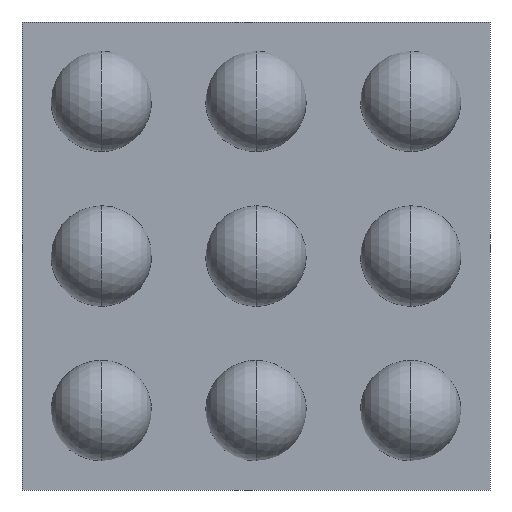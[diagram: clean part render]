
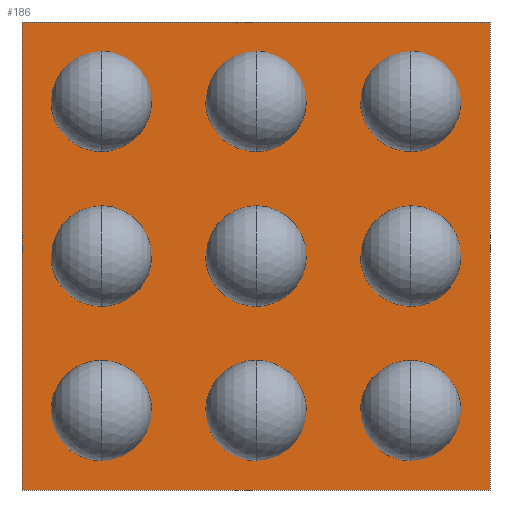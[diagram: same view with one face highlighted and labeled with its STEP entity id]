
A CAD part, front view. The second image highlights one B-rep face of the part: STEP entity #186.
In plain terms, the highlighted planar face has unit normal (0, -1, 0).
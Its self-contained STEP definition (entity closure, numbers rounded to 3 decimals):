
#27 = CARTESIAN_POINT ( 'NONE',  ( 0.605, 0., 0.605 ) ) ;
#36 = CARTESIAN_POINT ( 'NONE',  ( -0.605, 0., 0.605 ) ) ;
#51 = ORIENTED_EDGE ( 'NONE', *, *, #525, .F. ) ;
#71 = EDGE_CURVE ( 'NONE', #851, #857, #1102, .T. ) ;
#106 = DIRECTION ( 'NONE',  ( 1., 0., 0. ) ) ;
#108 = DIRECTION ( 'NONE',  ( 0., 0., 1. ) ) ;
#123 = EDGE_CURVE ( 'NONE', #873, #851, #913, .T. ) ;
#138 = EDGE_LOOP ( 'NONE', ( #51, #533, #261, #326 ) ) ;
#142 = LINE ( 'NONE', #27, #541 ) ;
#186 = ADVANCED_FACE ( 'NONE', ( #964 ), #714, .F. ) ;
#201 = CARTESIAN_POINT ( 'NONE',  ( 0.605, 0., 0.605 ) ) ;
#213 = CARTESIAN_POINT ( 'NONE',  ( 0., 0., 0. ) ) ;
#261 = ORIENTED_EDGE ( 'NONE', *, *, #123, .F. ) ;
#288 = CARTESIAN_POINT ( 'NONE',  ( -0.605, 0., 0.605 ) ) ;
#317 = VECTOR ( 'NONE', #515, 1000. ) ;
#326 = ORIENTED_EDGE ( 'NONE', *, *, #415, .F. ) ;
#332 = LINE ( 'NONE', #288, #815 ) ;
#373 = VECTOR ( 'NONE', #879, 1000. ) ;
#415 = EDGE_CURVE ( 'NONE', #497, #873, #142, .T. ) ;
#497 = VERTEX_POINT ( 'NONE', #36 ) ;
#515 = DIRECTION ( 'NONE',  ( -1., 0., 0. ) ) ;
#525 = EDGE_CURVE ( 'NONE', #857, #497, #332, .T. ) ;
#533 = ORIENTED_EDGE ( 'NONE', *, *, #71, .F. ) ;
#541 = VECTOR ( 'NONE', #106, 1000. ) ;
#674 = CARTESIAN_POINT ( 'NONE',  ( 0.605, 0., -0.605 ) ) ;
#714 = PLANE ( 'NONE',  #1088 ) ;
#771 = CARTESIAN_POINT ( 'NONE',  ( 0.605, 0., 0.605 ) ) ;
#777 = CARTESIAN_POINT ( 'NONE',  ( 0.605, 0., -0.605 ) ) ;
#815 = VECTOR ( 'NONE', #1059, 1000. ) ;
#825 = CARTESIAN_POINT ( 'NONE',  ( -0.605, 0., -0.605 ) ) ;
#851 = VERTEX_POINT ( 'NONE', #674 ) ;
#857 = VERTEX_POINT ( 'NONE', #825 ) ;
#868 = DIRECTION ( 'NONE',  ( 0., 1., 0. ) ) ;
#873 = VERTEX_POINT ( 'NONE', #771 ) ;
#879 = DIRECTION ( 'NONE',  ( 0., 0., -1. ) ) ;
#913 = LINE ( 'NONE', #201, #373 ) ;
#964 = FACE_OUTER_BOUND ( 'NONE', #138, .T. ) ;
#1059 = DIRECTION ( 'NONE',  ( 0., 0., 1. ) ) ;
#1088 = AXIS2_PLACEMENT_3D ( 'NONE', #213, #868, #108 ) ;
#1102 = LINE ( 'NONE', #777, #317 ) ;
